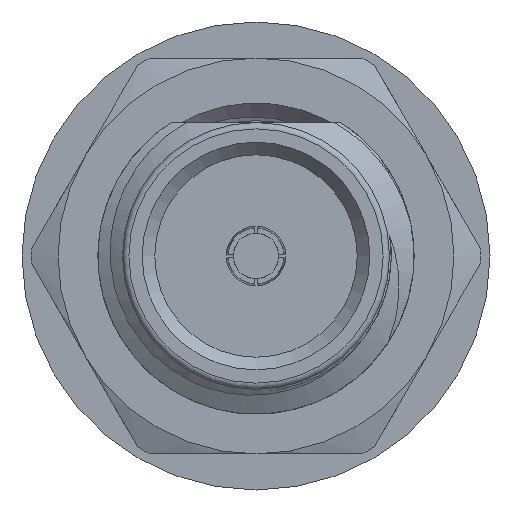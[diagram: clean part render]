
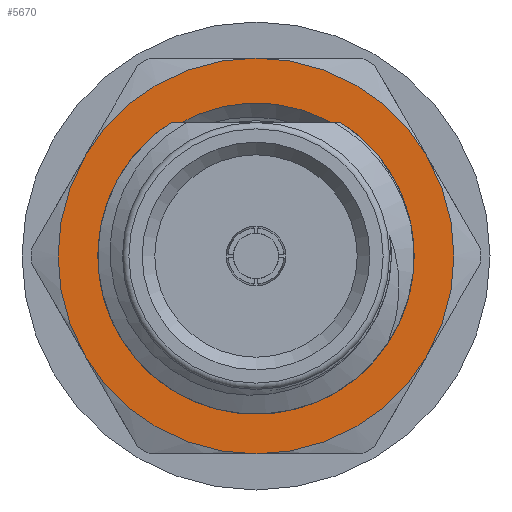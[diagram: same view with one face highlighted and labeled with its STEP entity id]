
A CAD part, left-side view. The second image highlights one B-rep face of the part: STEP entity #5670.
In plain terms, the highlighted planar face has unit normal (-1, 0, 0).
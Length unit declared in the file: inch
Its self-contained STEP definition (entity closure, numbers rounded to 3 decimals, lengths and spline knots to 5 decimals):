
#678 = CIRCLE ( 'NONE', #6311, 0.1565 ) ;
#763 = CARTESIAN_POINT ( 'NONE',  ( 0.215, 0., 0. ) ) ;
#835 = DIRECTION ( 'NONE',  ( -1., 0., 0. ) ) ;
#1050 = EDGE_CURVE ( 'NONE', #6206, #10015, #678, .T. ) ;
#1051 = CARTESIAN_POINT ( 'NONE',  ( 0.215, -0.12202, -0.02715 ) ) ;
#1172 = AXIS2_PLACEMENT_3D ( 'NONE', #763, #18826, #10842 ) ;
#1215 = DIRECTION ( 'NONE',  ( -1., 0., 0. ) ) ;
#1336 = CARTESIAN_POINT ( 'NONE',  ( 0.215, -0.09085, -0.07995 ) ) ;
#1470 = CARTESIAN_POINT ( 'NONE',  ( 0.215, -0.12202, -0.02715 ) ) ;
#2010 = DIRECTION ( 'NONE',  ( 0., 0.5, -0.866 ) ) ;
#3292 = AXIS2_PLACEMENT_3D ( 'NONE', #4295, #6867, #14633 ) ;
#3363 = CARTESIAN_POINT ( 'NONE',  ( 0.215, -0.11509, -0.04655 ) ) ;
#3506 = CARTESIAN_POINT ( 'NONE',  ( 0.215, 0., 0. ) ) ;
#3766 = EDGE_CURVE ( 'NONE', #10015, #6557, #18471, .T. ) ;
#4007 = VERTEX_POINT ( 'NONE', #15273 ) ;
#4038 = CARTESIAN_POINT ( 'NONE',  ( 0.215, -0.13553, -0.07825 ) ) ;
#4295 = CARTESIAN_POINT ( 'NONE',  ( 0.215, 0., 0. ) ) ;
#4443 = CARTESIAN_POINT ( 'NONE',  ( 0.215, -0.10499, 0.06783 ) ) ;
#4546 = VERTEX_POINT ( 'NONE', #20535 ) ;
#4828 = EDGE_CURVE ( 'NONE', #4007, #6291, #25013, .T. ) ;
#4946 = VERTEX_POINT ( 'NONE', #4038 ) ;
#5373 = VERTEX_POINT ( 'NONE', #4443 ) ;
#5670 = ADVANCED_FACE ( 'NONE', ( #8376, #26855 ), #10570, .T. ) ;
#5758 = CARTESIAN_POINT ( 'NONE',  ( 0.215, -0.09852, 0.07657 ) ) ;
#5844 = ORIENTED_EDGE ( 'NONE', *, *, #11135, .T. ) ;
#5980 = AXIS2_PLACEMENT_3D ( 'NONE', #16028, #1215, #9518 ) ;
#6206 = VERTEX_POINT ( 'NONE', #6712 ) ;
#6291 = VERTEX_POINT ( 'NONE', #10378 ) ;
#6311 = AXIS2_PLACEMENT_3D ( 'NONE', #14841, #835, #13075 ) ;
#6486 = DIRECTION ( 'NONE',  ( -1., 0., 0. ) ) ;
#6557 = VERTEX_POINT ( 'NONE', #21068 ) ;
#6712 = CARTESIAN_POINT ( 'NONE',  ( 0.215, -0.13553, 0.07825 ) ) ;
#6801 = EDGE_CURVE ( 'NONE', #21441, #4546, #21134, .T. ) ;
#6867 = DIRECTION ( 'NONE',  ( -1., 0., 0. ) ) ;
#6953 = EDGE_LOOP ( 'NONE', ( #19256, #15046, #20442, #5844 ) ) ;
#7029 = DIRECTION ( 'NONE',  ( 0., 0.5, -0.866 ) ) ;
#7221 = AXIS2_PLACEMENT_3D ( 'NONE', #12219, #6486, #2010 ) ;
#7664 = CARTESIAN_POINT ( 'NONE',  ( 0.215, -0.05485, 0.10787 ) ) ;
#7797 = ORIENTED_EDGE ( 'NONE', *, *, #20897, .T. ) ;
#8099 = CARTESIAN_POINT ( 'NONE',  ( 0.215, -0.09085, -0.07995 ) ) ;
#8376 = FACE_BOUND ( 'NONE', #6953, .T. ) ;
#9395 = AXIS2_PLACEMENT_3D ( 'NONE', #20620, #24550, #26589 ) ;
#9518 = DIRECTION ( 'NONE',  ( 0., 0.5, -0.866 ) ) ;
#9868 = CARTESIAN_POINT ( 'NONE',  ( 0.215, 0., 0.1565 ) ) ;
#10015 = VERTEX_POINT ( 'NONE', #9868 ) ;
#10347 = CIRCLE ( 'NONE', #5980, 0.1565 ) ;
#10378 = CARTESIAN_POINT ( 'NONE',  ( 0.215, 0., -0.1565 ) ) ;
#10570 = PLANE ( 'NONE',  #9395 ) ;
#10600 = DIRECTION ( 'NONE',  ( -1., 0., 0. ) ) ;
#10842 = DIRECTION ( 'NONE',  ( 0., 0.5, -0.866 ) ) ;
#11135 = EDGE_CURVE ( 'NONE', #4546, #5373, #21803, .T. ) ;
#11151 = ORIENTED_EDGE ( 'NONE', *, *, #3766, .T. ) ;
#11820 = DIRECTION ( 'NONE',  ( 0., 0.5, -0.866 ) ) ;
#12219 = CARTESIAN_POINT ( 'NONE',  ( 0.215, 0., 0. ) ) ;
#12245 = CARTESIAN_POINT ( 'NONE',  ( 0.215, 0., 0. ) ) ;
#13075 = DIRECTION ( 'NONE',  ( 0., 0.5, -0.866 ) ) ;
#13929 = CARTESIAN_POINT ( 'NONE',  ( 0.215, -0.06456, 0.10325 ) ) ;
#13976 = CARTESIAN_POINT ( 'NONE',  ( 0.215, -0.10454, -0.06445 ) ) ;
#14164 = AXIS2_PLACEMENT_3D ( 'NONE', #12245, #14280, #22561 ) ;
#14280 = DIRECTION ( 'NONE',  ( -1., 0., 0. ) ) ;
#14633 = DIRECTION ( 'NONE',  ( 0., 0.5, -0.866 ) ) ;
#14841 = CARTESIAN_POINT ( 'NONE',  ( 0.215, 0., 0. ) ) ;
#15046 = ORIENTED_EDGE ( 'NONE', *, *, #16472, .T. ) ;
#15273 = CARTESIAN_POINT ( 'NONE',  ( 0.215, 0.13553, -0.07825 ) ) ;
#16028 = CARTESIAN_POINT ( 'NONE',  ( 0.215, 0., 0. ) ) ;
#16351 = CIRCLE ( 'NONE', #3292, 0.1565 ) ;
#16472 = EDGE_CURVE ( 'NONE', #24280, #21441, #18593, .T. ) ;
#16527 = ORIENTED_EDGE ( 'NONE', *, *, #1050, .T. ) ;
#17205 = CIRCLE ( 'NONE', #1172, 0.125 ) ;
#17576 = CARTESIAN_POINT ( 'NONE',  ( 0.215, -0.07831, 0.0945 ) ) ;
#18471 = CIRCLE ( 'NONE', #14164, 0.1565 ) ;
#18508 = CIRCLE ( 'NONE', #19363, 0.1565 ) ;
#18593 = B_SPLINE_CURVE_WITH_KNOTS ( 'NONE', 3,
 ( #1470, #21995, #3363, #13976, #19955, #1336 ),
 .UNSPECIFIED., .F., .F.,
 ( 4, 2, 4 ),
 ( 0., 0.5, 1. ),
 .UNSPECIFIED. ) ;
#18826 = DIRECTION ( 'NONE',  ( -1., 0., 0. ) ) ;
#19256 = ORIENTED_EDGE ( 'NONE', *, *, #25749, .F. ) ;
#19363 = AXIS2_PLACEMENT_3D ( 'NONE', #25644, #10600, #7029 ) ;
#19368 = AXIS2_PLACEMENT_3D ( 'NONE', #3506, #21731, #11820 ) ;
#19955 = CARTESIAN_POINT ( 'NONE',  ( 0.215, -0.09821, -0.0726 ) ) ;
#19997 = ORIENTED_EDGE ( 'NONE', *, *, #24975, .T. ) ;
#20442 = ORIENTED_EDGE ( 'NONE', *, *, #6801, .T. ) ;
#20535 = CARTESIAN_POINT ( 'NONE',  ( 0.215, -0.05485, 0.10787 ) ) ;
#20620 = CARTESIAN_POINT ( 'NONE',  ( 0.215, 0., 0. ) ) ;
#20897 = EDGE_CURVE ( 'NONE', #6291, #4946, #10347, .T. ) ;
#21068 = CARTESIAN_POINT ( 'NONE',  ( 0.215, 0.13553, 0.07825 ) ) ;
#21134 = CIRCLE ( 'NONE', #19368, 0.12102 ) ;
#21441 = VERTEX_POINT ( 'NONE', #8099 ) ;
#21731 = DIRECTION ( 'NONE',  ( 1., 0., 0. ) ) ;
#21803 = B_SPLINE_CURVE_WITH_KNOTS ( 'NONE', 3,
 ( #7664, #24249, #13929, #22216, #17576, #24378, #5758, #22342 ),
 .UNSPECIFIED., .F., .F.,
 ( 4, 2, 2, 4 ),
 ( 0., 0.25, 0.5, 1. ),
 .UNSPECIFIED. ) ;
#21995 = CARTESIAN_POINT ( 'NONE',  ( 0.215, -0.11915, -0.03711 ) ) ;
#22085 = ORIENTED_EDGE ( 'NONE', *, *, #4828, .T. ) ;
#22216 = CARTESIAN_POINT ( 'NONE',  ( 0.215, -0.0738, 0.09766 ) ) ;
#22342 = CARTESIAN_POINT ( 'NONE',  ( 0.215, -0.10499, 0.06783 ) ) ;
#22561 = DIRECTION ( 'NONE',  ( 0., 0.5, -0.866 ) ) ;
#23698 = EDGE_LOOP ( 'NONE', ( #22085, #7797, #19997, #16527, #11151, #26847 ) ) ;
#24158 = EDGE_CURVE ( 'NONE', #6557, #4007, #18508, .T. ) ;
#24249 = CARTESIAN_POINT ( 'NONE',  ( 0.215, -0.05978, 0.10572 ) ) ;
#24280 = VERTEX_POINT ( 'NONE', #1051 ) ;
#24378 = CARTESIAN_POINT ( 'NONE',  ( 0.215, -0.09104, 0.08433 ) ) ;
#24550 = DIRECTION ( 'NONE',  ( -1., 0., 0. ) ) ;
#24975 = EDGE_CURVE ( 'NONE', #4946, #6206, #16351, .T. ) ;
#25013 = CIRCLE ( 'NONE', #7221, 0.1565 ) ;
#25644 = CARTESIAN_POINT ( 'NONE',  ( 0.215, 0., 0. ) ) ;
#25749 = EDGE_CURVE ( 'NONE', #24280, #5373, #17205, .T. ) ;
#26589 = DIRECTION ( 'NONE',  ( 0., 0., 1. ) ) ;
#26847 = ORIENTED_EDGE ( 'NONE', *, *, #24158, .T. ) ;
#26855 = FACE_OUTER_BOUND ( 'NONE', #23698, .T. ) ;
